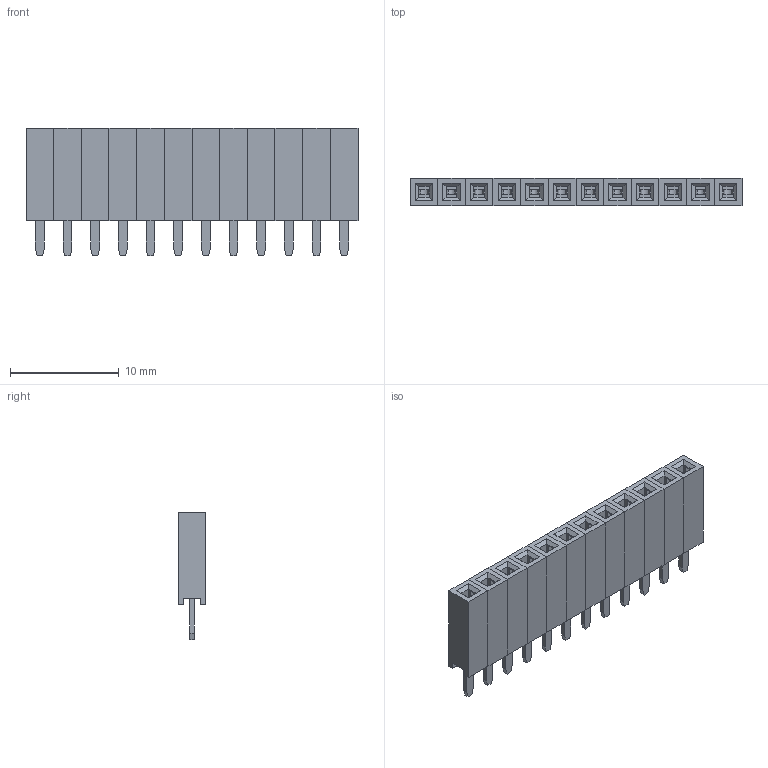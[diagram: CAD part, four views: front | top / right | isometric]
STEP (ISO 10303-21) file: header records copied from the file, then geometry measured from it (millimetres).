
FILE_DESCRIPTION (( 'STEP AP214' ), '1' );
FILE_NAME ('User Library-HeaderRangLuocDonThang2.54mm.STEP', '2017-11-30T13:57:09', ( '' ), ( '' ), 'SwSTEP 2.0', 'SolidWorks 2017', '' );
FILE_SCHEMA (( 'AUTOMOTIVE_DESIGN' ));
Length unit declared in the file: millimetre
Products named in the file (1): User Library-HeaderRangLuocDonThang2.54mm
Bounding box: 30.48 x 2.54 x 11.7 mm (x, y, z)
Volume: 548.7 mm3; surface area: 2079.2 mm2
Topology: 12 solids, 12 shells, 576 faces, 1608 edges, 1056 vertices
Faces by surface type: plane 564, cylinder 12
Entity records: 24617 total; most frequent: CARTESIAN_POINT 3241, ORIENTED_EDGE 3216, DIRECTION 2786, EDGE_CURVE 1608, LINE 1584, VECTOR 1584, VERTEX_POINT 1056, EDGE_LOOP 624
